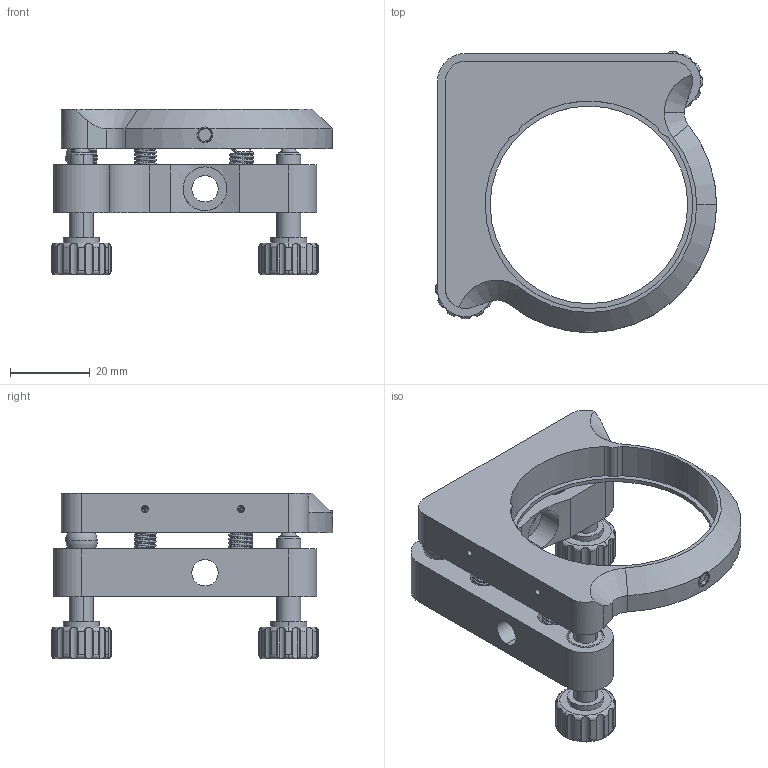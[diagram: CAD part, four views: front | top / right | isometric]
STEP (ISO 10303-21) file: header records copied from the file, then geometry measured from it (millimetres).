
FILE_DESCRIPTION (( 'STEP AP214' ), '1' );
FILE_NAME ('04PMT-2(M).STEP', '2022-07-25T04:24:14', ( '' ), ( '' ), 'SwSTEP 2.0', 'SolidWorks 2021', '' );
FILE_SCHEMA (( 'AUTOMOTIVE_DESIGN' ));
Length unit declared in the file: millimetre
Products named in the file (1): 04PMT-2(M)
Bounding box: 70.5 x 70.5 x 41.6 mm (x, y, z)
Volume: 36091.3 mm3; surface area: 23656.8 mm2
Topology: 21 solids, 21 shells, 487 faces, 1235 edges, 787 vertices
Faces by surface type: cylinder 263, plane 123, cone 39, torus 30, bspline 24, sphere 8
Entity records: 34135 total; most frequent: CARTESIAN_POINT 17104, ORIENTED_EDGE 2398, DIRECTION 2360, EDGE_CURVE 1199, AXIS2_PLACEMENT_3D 933, VERTEX_POINT 775, EDGE_LOOP 544, UNCERTAINTY_MEASURE_WITH_UNIT 510
